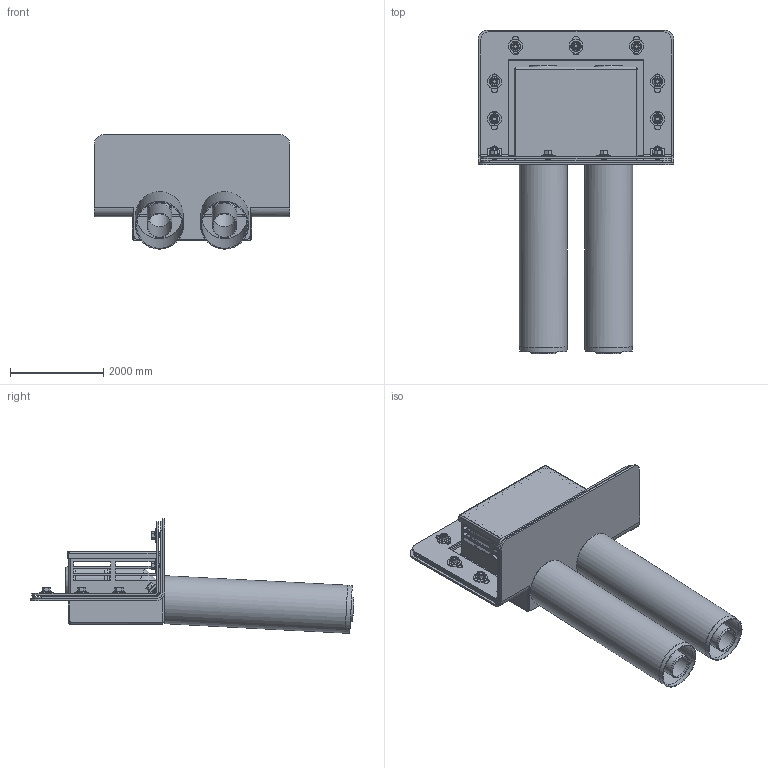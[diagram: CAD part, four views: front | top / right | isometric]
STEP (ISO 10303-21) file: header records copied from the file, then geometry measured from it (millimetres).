
FILE_DESCRIPTION(/* description */ (''),/* implementation_level */ '2;1');
FILE_NAME(/* name */ '13458.100X_3D.stp',/* time_stamp */ '2024-12-11T14:46:31+01:00',/* author */ ('CAD'),/* organization */ (''),/* preprocessor_version */ 'ST-DEVELOPER v20',/* originating_system */ 'AutoCAD Mechanical',/* authorisation */ '');
FILE_SCHEMA (('AUTOMOTIVE_DESIGN { 1 0 10303 214 3 1 1 }'));
Length unit declared in the file: centimetre
Products named in the file (3): Product; *S0; S903209
Assembly tree (2 placements, depth 2):
  Product
    *S0
    S903209
Bounding box: 4200 x 6953.57 x 2454.22 mm (x, y, z)
Volume: 2397572596.1 mm3; surface area: 204864743.8 mm2
Topology: 59 solids, 59 shells, 1273 faces, 2928 edges, 1757 vertices
Faces by surface type: cone 516, plane 487, cylinder 223, torus 27, bspline 20
Full cylindrical faces by diameter (mm): 60 x2, 83.76 x15, 100 x2, 105 x13, 120 x2, 140 x2, 300 x13, 510 x6, 530 x6, 560 x2, 580 x2, 600 x2, 620 x2, 625 x2, 1000 x2, 1030 x2
Entity records: 37413 total; most frequent: CARTESIAN_POINT 8218, DIRECTION 6189, ORIENTED_EDGE 5856, EDGE_CURVE 2928, AXIS2_PLACEMENT_3D 2336, VERTEX_POINT 1757, LINE 1517, VECTOR 1517
